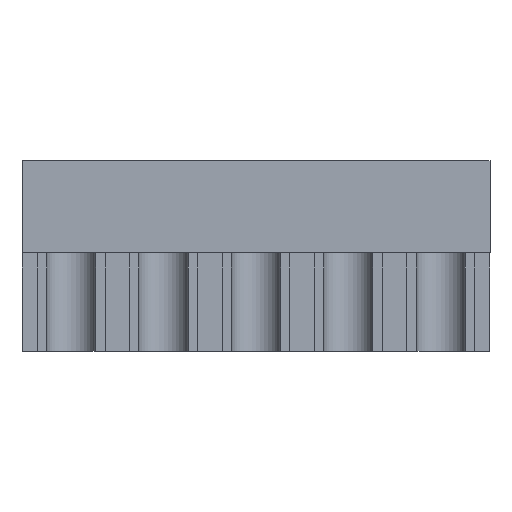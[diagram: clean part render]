
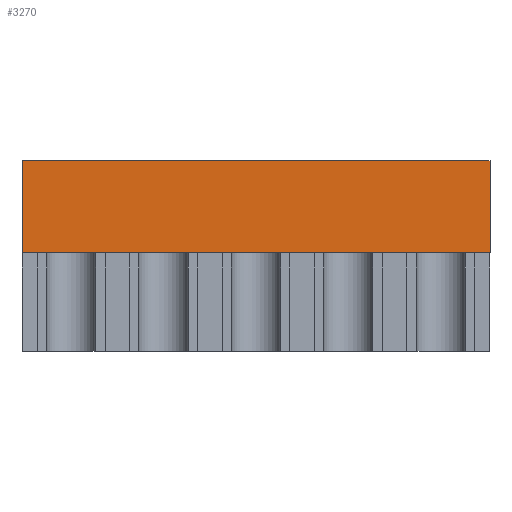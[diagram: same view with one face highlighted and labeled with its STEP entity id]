
A CAD part, front view. The second image highlights one B-rep face of the part: STEP entity #3270.
In plain terms, the highlighted planar face has unit normal (0, -1, 0).
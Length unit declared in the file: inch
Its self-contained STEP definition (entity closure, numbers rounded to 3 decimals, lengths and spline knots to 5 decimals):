
#182=PLANE('',#3538);
#354=FACE_OUTER_BOUND('',#550,.T.);
#550=EDGE_LOOP('',(#2691,#2692,#2693,#2694));
#810=LINE('',#4848,#1244);
#858=LINE('',#4944,#1292);
#901=LINE('',#5030,#1335);
#903=LINE('',#5033,#1337);
#1244=VECTOR('',#3952,39.37008);
#1292=VECTOR('',#4002,39.37008);
#1335=VECTOR('',#4047,39.37008);
#1337=VECTOR('',#4051,39.37008);
#1654=VERTEX_POINT('',#4845);
#1655=VERTEX_POINT('',#4847);
#1700=VERTEX_POINT('',#4938);
#1702=VERTEX_POINT('',#4942);
#2002=EDGE_CURVE('',#1654,#1655,#810,.T.);
#2050=EDGE_CURVE('',#1700,#1702,#858,.T.);
#2093=EDGE_CURVE('',#1654,#1700,#901,.T.);
#2095=EDGE_CURVE('',#1655,#1702,#903,.T.);
#2691=ORIENTED_EDGE('',*,*,#2050,.T.);
#2692=ORIENTED_EDGE('',*,*,#2095,.F.);
#2693=ORIENTED_EDGE('',*,*,#2002,.F.);
#2694=ORIENTED_EDGE('',*,*,#2093,.T.);
#3270=ADVANCED_FACE('',(#354),#182,.F.);
#3538=AXIS2_PLACEMENT_3D('',#5032,#4049,#4050);
#3952=DIRECTION('',(1.,0.,0.));
#4002=DIRECTION('',(1.,0.,0.));
#4047=DIRECTION('',(0.,0.,-1.));
#4049=DIRECTION('center_axis',(0.,1.,0.));
#4050=DIRECTION('ref_axis',(1.,0.,0.));
#4051=DIRECTION('',(0.,0.,-1.));
#4845=CARTESIAN_POINT('',(3.78092,0.52936,0.1378));
#4847=CARTESIAN_POINT('',(4.08013,0.52936,0.1378));
#4848=CARTESIAN_POINT('',(3.78092,0.52936,0.1378));
#4938=CARTESIAN_POINT('',(3.78092,0.52936,0.07874));
#4942=CARTESIAN_POINT('',(4.08013,0.52936,0.07874));
#4944=CARTESIAN_POINT('',(3.78092,0.52936,0.07874));
#5030=CARTESIAN_POINT('',(3.78092,0.52936,0.1378));
#5032=CARTESIAN_POINT('Origin',(3.78092,0.52936,0.1378));
#5033=CARTESIAN_POINT('',(4.08013,0.52936,0.1378));
